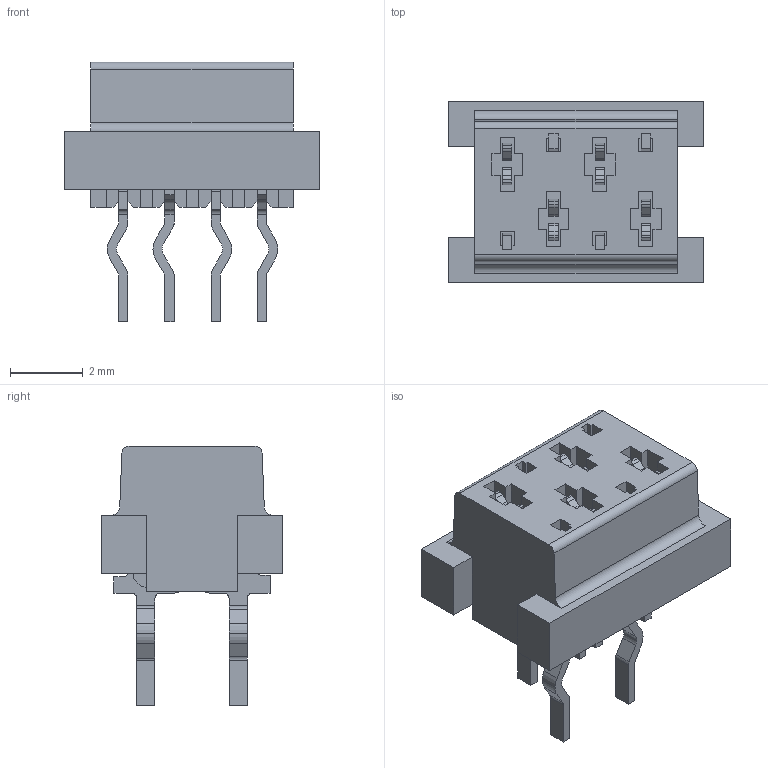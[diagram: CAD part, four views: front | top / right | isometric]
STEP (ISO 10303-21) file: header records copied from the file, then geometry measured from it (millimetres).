
FILE_DESCRIPTION(('STEP AP203'),'1');
FILE_NAME('215079-4.stp','2020-06-25T12:33:45',('TraceParts'),('TraceParts S.A.'),'Spatial InterOp 3D',' ',' ');
FILE_SCHEMA(('CONFIG_CONTROL_DESIGN'));
Length unit declared in the file: millimetre
Products named in the file (1): 1
Bounding box: 7.04 x 5 x 7.15 mm (x, y, z)
Volume: 95.3 mm3; surface area: 221.6 mm2
Topology: 1 solids, 1 shells, 398 faces, 1128 edges, 748 vertices
Faces by surface type: plane 322, cylinder 76
Entity records: 12812 total; most frequent: CARTESIAN_POINT 2275, ORIENTED_EDGE 2256, DIRECTION 2078, EDGE_CURVE 1128, LINE 976, VECTOR 976, VERTEX_POINT 748, AXIS2_PLACEMENT_3D 551
